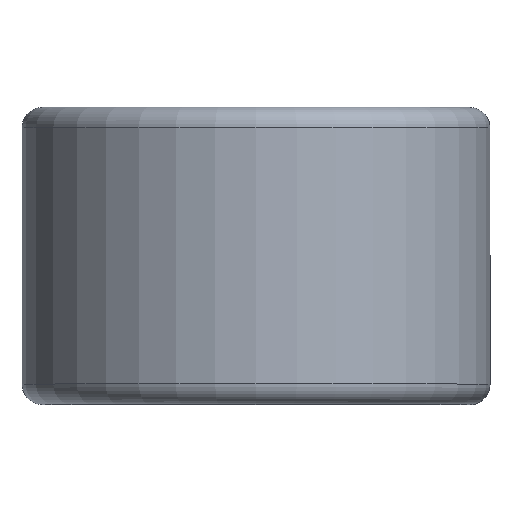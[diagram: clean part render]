
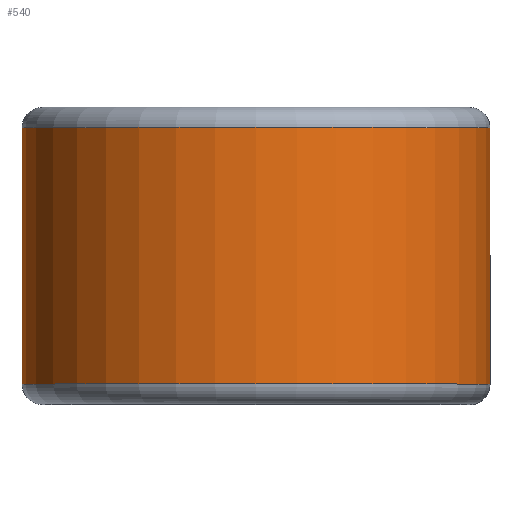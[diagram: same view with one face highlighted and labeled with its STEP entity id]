
A CAD part, top view. The second image highlights one B-rep face of the part: STEP entity #540.
In plain terms, the highlighted cylindrical face has radius 8.75 mm (diameter 17.501 mm), a partial arc.
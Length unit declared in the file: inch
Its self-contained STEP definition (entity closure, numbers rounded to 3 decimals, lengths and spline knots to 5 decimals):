
#113 = AXIS2_PLACEMENT_3D ( 'NONE', #1970, #854, #162 ) ;
#162 = DIRECTION ( 'NONE',  ( 0., 0., -1. ) ) ;
#180 = FACE_OUTER_BOUND ( 'NONE', #194, .T. ) ;
#194 = EDGE_LOOP ( 'NONE', ( #1899, #303, #2203, #1885 ) ) ;
#303 = ORIENTED_EDGE ( 'NONE', *, *, #1693, .T. ) ;
#378 = VECTOR ( 'NONE', #699, 39.37008 ) ;
#403 = DIRECTION ( 'NONE',  ( 0., -1., 0. ) ) ;
#449 = CARTESIAN_POINT ( 'NONE',  ( 0., -0.18875, -0.3445 ) ) ;
#483 = VERTEX_POINT ( 'NONE', #449 ) ;
#491 = LINE ( 'NONE', #1425, #1615 ) ;
#504 = CARTESIAN_POINT ( 'NONE',  ( 0.3445, 0.18875, 0. ) ) ;
#540 = ADVANCED_FACE ( 'NONE', ( #180 ), #1974, .T. ) ;
#572 = EDGE_CURVE ( 'NONE', #1263, #1079, #2316, .T. ) ;
#582 = DIRECTION ( 'NONE',  ( 0., 0., -1. ) ) ;
#699 = DIRECTION ( 'NONE',  ( 0., 1., 0. ) ) ;
#740 = CARTESIAN_POINT ( 'NONE',  ( 0.3445, 0.18875, 0. ) ) ;
#768 = CARTESIAN_POINT ( 'NONE',  ( 0., 0.18875, 0. ) ) ;
#798 = CARTESIAN_POINT ( 'NONE',  ( 0., 0.18875, -0.3445 ) ) ;
#831 = EDGE_CURVE ( 'NONE', #1263, #483, #977, .T. ) ;
#854 = DIRECTION ( 'NONE',  ( 0., -1., 0. ) ) ;
#977 = CIRCLE ( 'NONE', #113, 0.3445 ) ;
#1035 = DIRECTION ( 'NONE',  ( 0., -1., 0. ) ) ;
#1041 = AXIS2_PLACEMENT_3D ( 'NONE', #768, #403, #582 ) ;
#1079 = VERTEX_POINT ( 'NONE', #740 ) ;
#1156 = CIRCLE ( 'NONE', #1041, 0.3445 ) ;
#1259 = CARTESIAN_POINT ( 'NONE',  ( 0., 0.1875, 0. ) ) ;
#1263 = VERTEX_POINT ( 'NONE', #1373 ) ;
#1373 = CARTESIAN_POINT ( 'NONE',  ( 0.3445, -0.18875, 0. ) ) ;
#1425 = CARTESIAN_POINT ( 'NONE',  ( 0., 0.18875, -0.3445 ) ) ;
#1499 = VERTEX_POINT ( 'NONE', #798 ) ;
#1612 = DIRECTION ( 'NONE',  ( 0., 0., -1. ) ) ;
#1615 = VECTOR ( 'NONE', #1775, 39.37008 ) ;
#1670 = EDGE_CURVE ( 'NONE', #483, #1499, #491, .T. ) ;
#1693 = EDGE_CURVE ( 'NONE', #1079, #1499, #1156, .T. ) ;
#1775 = DIRECTION ( 'NONE',  ( 0., 1., 0. ) ) ;
#1885 = ORIENTED_EDGE ( 'NONE', *, *, #831, .F. ) ;
#1899 = ORIENTED_EDGE ( 'NONE', *, *, #572, .T. ) ;
#1970 = CARTESIAN_POINT ( 'NONE',  ( 0., -0.18875, 0. ) ) ;
#1974 = CYLINDRICAL_SURFACE ( 'NONE', #2195, 0.3445 ) ;
#2195 = AXIS2_PLACEMENT_3D ( 'NONE', #1259, #1035, #1612 ) ;
#2203 = ORIENTED_EDGE ( 'NONE', *, *, #1670, .F. ) ;
#2316 = LINE ( 'NONE', #504, #378 ) ;
